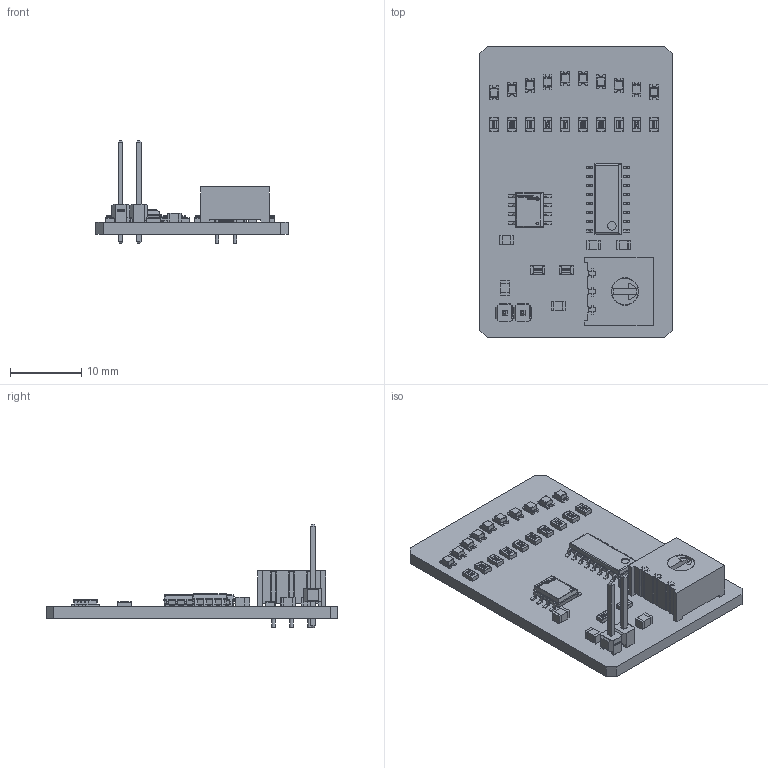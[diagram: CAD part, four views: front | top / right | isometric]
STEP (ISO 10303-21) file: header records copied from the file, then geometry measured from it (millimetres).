
FILE_DESCRIPTION(('Open CASCADE Model'),'2;1');
FILE_NAME('Open CASCADE Shape Model','2023-09-02T23:31:12',('Author'),( 'Open CASCADE'),'Open CASCADE STEP processor 7.5','Open CASCADE 7.5' ,'Unknown');
FILE_SCHEMA(('AUTOMOTIVE_DESIGN { 1 0 10303 214 1 1 1 1 }'));
Length unit declared in the file: millimetre
Products named in the file (54): PCB; Board; Open CASCADE STEP translator 7.5 1.1.1; U2; SOIC-16akaD0016AakaM16A; M16A_ASM_24_ASM; BODY_M16A_17; LEAD_M16A_42; U1; IC_Texas_Instruments_ISO7220ADR_eec; IC_BODY; circle; IC_LEG; Texas Instruments; IC_LEG_MIR8; R13; 0805 resistor; R12; R11; R10; R9; R8; R7; R6; R5; R4; R3; Bourns 3386P-1; 33756-68000; R2; R1; J1; Conn_Harwin_M20-9990245_eec; M20-999-MOULD; M20-999-PIN; Harwin; D10; LED 0805 Base YELLOW; LED 0805 Lens YELLOW; D9 ...
Assembly tree (108 placements, depth 5):
  PCB
    Board
      Open CASCADE STEP translator 7.5 1.1.1
    U2
      SOIC-16akaD0016AakaM16A
        M16A_ASM_24_ASM
          BODY_M16A_17
          LEAD_M16A_42  x16
    U1
      IC_Texas_Instruments_ISO7220ADR_eec
        IC_BODY
        circle
        IC_LEG  x4
        Texas Instruments
        IC_LEG_MIR8  x4
    R13
      0805 resistor
    R12
      0805 resistor
    R11
      0805 resistor
    R10
      0805 resistor
    R9
      0805 resistor
    R8
      0805 resistor
    R7
      0805 resistor
    R6
      0805 resistor
    R5
      0805 resistor
    R4
      0805 resistor
    R3
      Bourns 3386P-1
        33756-68000
    R2
      0805 resistor
    R1
      0805 resistor
    J1
      Conn_Harwin_M20-9990245_eec
        M20-999-MOULD
        M20-999-PIN  x2
        Harwin
    D10
      LED 0805 Base YELLOW
      LED 0805 Lens YELLOW
    D9
      LED 0805 Base YELLOW
      LED 0805 Lens YELLOW
    D8
      LED 0805 Base YELLOW
      LED 0805 Lens YELLOW
    D7
      LED 0805 Base YELLOW
      LED 0805 Lens YELLOW
    D6
Bounding box: 27 x 41 x 14.57 mm (x, y, z)
Volume: 2455.1 mm3; surface area: 3738.9 mm2
Topology: 117 solids, 117 shells, 2522 faces, 6986 edges, 4694 vertices
Faces by surface type: plane 1743, cylinder 459, bspline 166, sphere 139, torus 10, cone 5
Full cylindrical faces by diameter (mm): 0.4 x1, 0.508 x3, 0.69 x3, 1.02 x2, 3.708 x1, 3.861 x1, 5.41 x1, 6.401 x1, 6.502 x1
Entity records: 37184 total; most frequent: CARTESIAN_POINT 8625, ORIENTED_EDGE 5746, DIRECTION 4986, EDGE_CURVE 2873, LINE 2130, VECTOR 2130, VERTEX_POINT 1871, AXIS2_PLACEMENT_3D 1428
